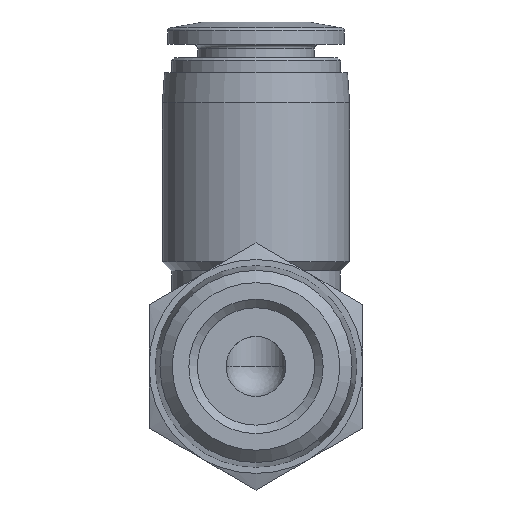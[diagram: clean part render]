
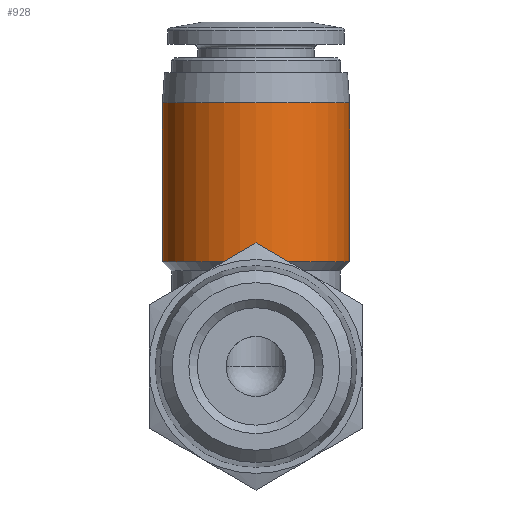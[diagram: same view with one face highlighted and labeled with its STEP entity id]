
A CAD part, front view. The second image highlights one B-rep face of the part: STEP entity #928.
In plain terms, the highlighted cylindrical face has radius 6.25 mm (diameter 12.5 mm), a full revolution.
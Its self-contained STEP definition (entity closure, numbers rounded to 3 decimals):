
#114=CIRCLE('',#1003,6.25);
#115=CIRCLE('',#1005,6.25);
#178=ORIENTED_EDGE('',*,*,#314,.F.);
#179=ORIENTED_EDGE('',*,*,#313,.T.);
#313=EDGE_CURVE('',#382,#382,#114,.T.);
#314=EDGE_CURVE('',#383,#383,#115,.T.);
#382=VERTEX_POINT('',#1354);
#383=VERTEX_POINT('',#1357);
#440=EDGE_LOOP('',(#178));
#441=EDGE_LOOP('',(#179));
#516=FACE_BOUND('',#440,.T.);
#517=FACE_BOUND('',#441,.T.);
#566=CYLINDRICAL_SURFACE('',#1004,6.25);
#928=ADVANCED_FACE('',(#516,#517),#566,.T.);
#1003=AXIS2_PLACEMENT_3D('',#1353,#1136,#1137);
#1004=AXIS2_PLACEMENT_3D('',#1355,#1138,#1139);
#1005=AXIS2_PLACEMENT_3D('',#1356,#1140,#1141);
#1136=DIRECTION('',(0.,0.,-1.));
#1137=DIRECTION('',(-1.,0.,0.));
#1138=DIRECTION('',(0.,0.,-1.));
#1139=DIRECTION('',(-1.,0.,0.));
#1140=DIRECTION('',(0.,0.,-1.));
#1141=DIRECTION('',(-1.,0.,0.));
#1353=CARTESIAN_POINT('',(0.,0.,17.6));
#1354=CARTESIAN_POINT('',(-6.25,0.,17.6));
#1355=CARTESIAN_POINT('',(0.,0.,0.));
#1356=CARTESIAN_POINT('',(0.,0.,7.));
#1357=CARTESIAN_POINT('',(-6.25,0.,7.));
